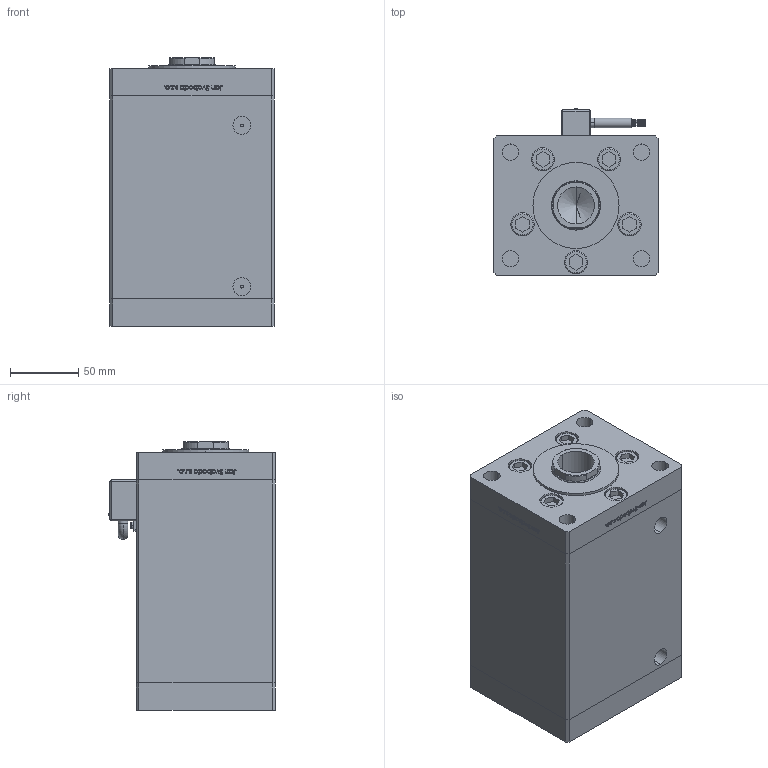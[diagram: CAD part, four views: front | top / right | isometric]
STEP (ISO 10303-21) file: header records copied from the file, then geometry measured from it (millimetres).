
FILE_DESCRIPTION (( 'STEP AP203' ), '1' );
FILE_NAME ('db23.STEP', '2020-10-09T01:01:04', ( '' ), ( '' ), 'SwSTEP 2.0', 'SolidWorks 2019', '' );
FILE_SCHEMA (( 'CONFIG_CONTROL_DESIGN' ));
Length unit declared in the file: millimetre
Products named in the file (7): Magnetic_Switch_MSU4 e8e3f9f6523dd36a80a7fb0c5747f1b5; db23; V220C_B_VC e8e3f9f6523dd36a80a7fb0c5747f1b5; V220C BACK_B e8e3f9f6523dd36a80a7fb0c5747f1b5; V220C_FRONT_B e8e3f9f6523dd36a80a7fb0c5747f1b5; V220C_B MIDDLE e8e3f9f6523dd36a80a7fb0c5747f1b5; ALLEN BOLT e8e3f9f6523dd36a80a7fb0c5747f1b5
Assembly tree (15 placements, depth 2):
  db23
    V220C_B MIDDLE e8e3f9f6523dd36a80a7fb0c5747f1b5
    V220C_B_VC e8e3f9f6523dd36a80a7fb0c5747f1b5
    V220C BACK_B e8e3f9f6523dd36a80a7fb0c5747f1b5
    V220C_FRONT_B e8e3f9f6523dd36a80a7fb0c5747f1b5
    Magnetic_Switch_MSU4 e8e3f9f6523dd36a80a7fb0c5747f1b5
    ALLEN BOLT e8e3f9f6523dd36a80a7fb0c5747f1b5  x10
Bounding box: 120 x 122.1 x 196.5 mm (x, y, z)
Volume: 2070582.3 mm3; surface area: 254633.5 mm2
Topology: 15 solids, 16 shells, 1279 faces, 3170 edges, 2066 vertices
Faces by surface type: plane 501, bspline 484, cylinder 188, cone 50, torus 44, sphere 12
Entity records: 54859 total; most frequent: CARTESIAN_POINT 30677, ORIENTED_EDGE 5492, DIRECTION 3340, EDGE_CURVE 2746, VERTEX_POINT 1814, LINE 1418, VECTOR 1418, EDGE_LOOP 1258
